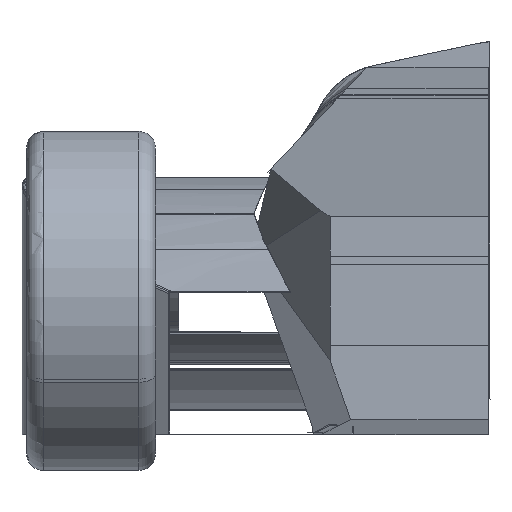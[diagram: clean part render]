
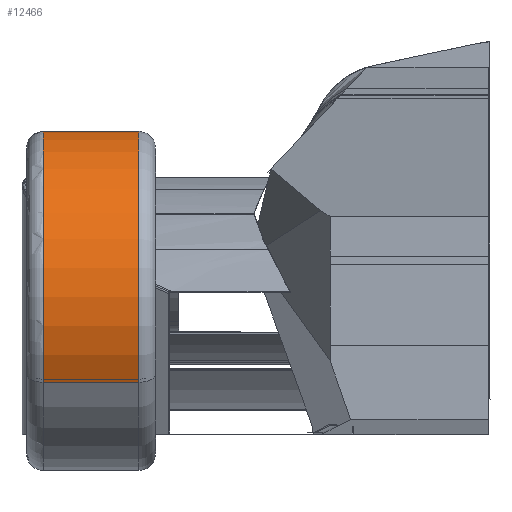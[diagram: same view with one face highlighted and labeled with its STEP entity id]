
A CAD part, left-side view. The second image highlights one B-rep face of the part: STEP entity #12466.
In plain terms, the highlighted cylindrical face has radius 255 mm (diameter 510 mm), a partial arc.
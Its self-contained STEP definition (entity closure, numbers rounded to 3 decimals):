
#12332=CARTESIAN_POINT('Vertex',(161.,-223.784,122.254)) ;
#12339=CARTESIAN_POINT('Vertex',(161.,223.784,-122.254)) ;
#12359=CARTESIAN_POINT('Axis2P3D Location',(161.,0.,0.)) ;
#12424=CARTESIAN_POINT('Line Origine',(89.,-223.784,122.254)) ;
#12428=CARTESIAN_POINT('Vertex',(17.,-223.784,122.254)) ;
#12435=CARTESIAN_POINT('Vertex',(17.,223.784,-122.254)) ;
#12438=CARTESIAN_POINT('Line Origine',(89.,223.784,-122.254)) ;
#12450=CARTESIAN_POINT('Axis2P3D Location',(89.,0.,0.)) ;
#12455=CARTESIAN_POINT('Axis2P3D Location',(17.,0.,0.)) ;
#12360=DIRECTION('Axis2P3D Direction',(-1.,0.,0.)) ;
#12425=DIRECTION('Vector Direction',(-1.,0.,0.)) ;
#12439=DIRECTION('Vector Direction',(-1.,0.,0.)) ;
#12451=DIRECTION('Axis2P3D Direction',(-1.,0.,0.)) ;
#12452=DIRECTION('Axis2P3D XDirection',(0.,-0.878,0.479)) ;
#12456=DIRECTION('Axis2P3D Direction',(-1.,0.,0.)) ;
#12361=AXIS2_PLACEMENT_3D('Circle Axis2P3D',#12359,#12360,$) ;
#12453=AXIS2_PLACEMENT_3D('Cylinder Axis2P3D',#12450,#12451,#12452) ;
#12457=AXIS2_PLACEMENT_3D('Circle Axis2P3D',#12455,#12456,$) ;
#12461=ORIENTED_EDGE('',*,*,#12442,.T.) ;
#12462=ORIENTED_EDGE('',*,*,#12459,.F.) ;
#12463=ORIENTED_EDGE('',*,*,#12430,.F.) ;
#12464=ORIENTED_EDGE('',*,*,#12363,.T.) ;
#12426=VECTOR('Line Direction',#12425,1.) ;
#12440=VECTOR('Line Direction',#12439,1.) ;
#12466=ADVANCED_FACE('',(#12465),#12454,.T.) ;
#12362=CIRCLE('generated circle',#12361,255.) ;
#12458=CIRCLE('generated circle',#12457,255.) ;
#12454=CYLINDRICAL_SURFACE('generated cylinder',#12453,255.) ;
#12363=EDGE_CURVE('',#12333,#12340,#12362,.T.) ;
#12430=EDGE_CURVE('',#12333,#12429,#12427,.T.) ;
#12442=EDGE_CURVE('',#12340,#12436,#12441,.T.) ;
#12459=EDGE_CURVE('',#12429,#12436,#12458,.T.) ;
#12460=EDGE_LOOP('',(#12461,#12462,#12463,#12464)) ;
#12465=FACE_OUTER_BOUND('',#12460,.T.) ;
#12427=LINE('Line',#12424,#12426) ;
#12441=LINE('Line',#12438,#12440) ;
#12333=VERTEX_POINT('',#12332) ;
#12340=VERTEX_POINT('',#12339) ;
#12429=VERTEX_POINT('',#12428) ;
#12436=VERTEX_POINT('',#12435) ;
